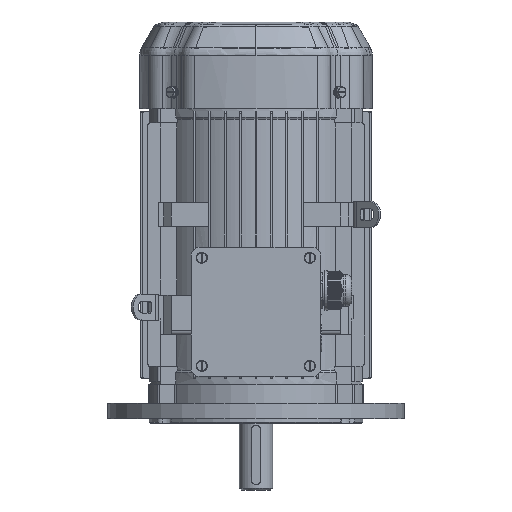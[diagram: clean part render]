
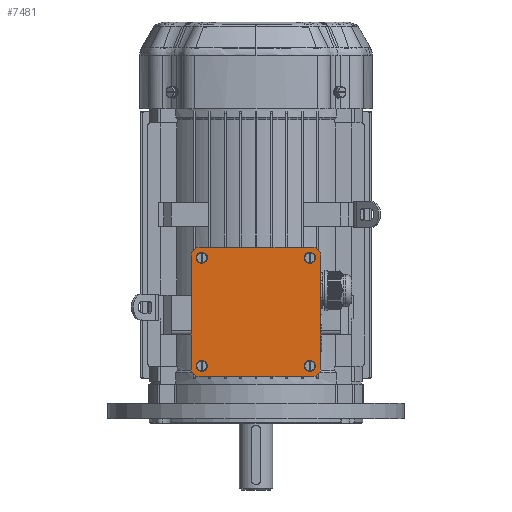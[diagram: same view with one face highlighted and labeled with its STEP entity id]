
A CAD part, left-side view. The second image highlights one B-rep face of the part: STEP entity #7481.
In plain terms, the highlighted planar face has unit normal (-1, 0, 0).
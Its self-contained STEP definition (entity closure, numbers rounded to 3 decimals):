
#3019=FACE_BOUND('',#17156,.T.);
#3020=FACE_BOUND('',#17157,.T.);
#3021=FACE_BOUND('',#17158,.T.);
#3022=FACE_BOUND('',#17159,.T.);
#3023=FACE_BOUND('',#17160,.T.);
#4270=CIRCLE('',#74172,2.9);
#4271=CIRCLE('',#74173,2.9);
#4272=CIRCLE('',#74174,7.);
#4273=CIRCLE('',#74175,7.);
#4274=CIRCLE('',#74176,7.);
#4275=CIRCLE('',#74177,7.);
#4276=CIRCLE('',#74178,2.9);
#4277=CIRCLE('',#74179,2.9);
#7481=ADVANCED_FACE('',(#3019,#3020,#3021,#3022,#3023),#11396,.T.);
#11396=PLANE('',#74180);
#17156=EDGE_LOOP('',(#24646));
#17157=EDGE_LOOP('',(#24647));
#17158=EDGE_LOOP('',(#24648,#24649,#24650,#24651,#24652,#24653,#24654,#24655));
#17159=EDGE_LOOP('',(#24656));
#17160=EDGE_LOOP('',(#24657));
#24646=ORIENTED_EDGE('',*,*,#52564,.T.);
#24647=ORIENTED_EDGE('',*,*,#52565,.F.);
#24648=ORIENTED_EDGE('',*,*,#52566,.F.);
#24649=ORIENTED_EDGE('',*,*,#52567,.F.);
#24650=ORIENTED_EDGE('',*,*,#52568,.F.);
#24651=ORIENTED_EDGE('',*,*,#52569,.F.);
#24652=ORIENTED_EDGE('',*,*,#52570,.F.);
#24653=ORIENTED_EDGE('',*,*,#52571,.F.);
#24654=ORIENTED_EDGE('',*,*,#52572,.F.);
#24655=ORIENTED_EDGE('',*,*,#52573,.F.);
#24656=ORIENTED_EDGE('',*,*,#52574,.T.);
#24657=ORIENTED_EDGE('',*,*,#52575,.T.);
#45236=VERTEX_POINT('',#101488);
#45237=VERTEX_POINT('',#101490);
#45238=VERTEX_POINT('',#101492);
#45239=VERTEX_POINT('',#101493);
#45240=VERTEX_POINT('',#101495);
#45241=VERTEX_POINT('',#101497);
#45242=VERTEX_POINT('',#101499);
#45243=VERTEX_POINT('',#101501);
#45244=VERTEX_POINT('',#101503);
#45245=VERTEX_POINT('',#101505);
#45246=VERTEX_POINT('',#101508);
#45247=VERTEX_POINT('',#101510);
#52564=EDGE_CURVE('',#45236,#45236,#4270,.T.);
#52565=EDGE_CURVE('',#45237,#45237,#4271,.T.);
#52566=EDGE_CURVE('',#45238,#45239,#4272,.T.);
#52567=EDGE_CURVE('',#45240,#45238,#63022,.T.);
#52568=EDGE_CURVE('',#45241,#45240,#4273,.T.);
#52569=EDGE_CURVE('',#45242,#45241,#63023,.T.);
#52570=EDGE_CURVE('',#45243,#45242,#4274,.T.);
#52571=EDGE_CURVE('',#45244,#45243,#63024,.T.);
#52572=EDGE_CURVE('',#45245,#45244,#4275,.T.);
#52573=EDGE_CURVE('',#45239,#45245,#63025,.T.);
#52574=EDGE_CURVE('',#45246,#45246,#4276,.T.);
#52575=EDGE_CURVE('',#45247,#45247,#4277,.T.);
#63022=LINE('',#101494,#68584);
#63023=LINE('',#101498,#68585);
#63024=LINE('',#101502,#68586);
#63025=LINE('',#101506,#68587);
#68584=VECTOR('',#81862,1.);
#68585=VECTOR('',#81865,1.);
#68586=VECTOR('',#81868,1.);
#68587=VECTOR('',#81871,1.);
#74172=AXIS2_PLACEMENT_3D('',#101487,#81856,#81857);
#74173=AXIS2_PLACEMENT_3D('',#101489,#81858,#81859);
#74174=AXIS2_PLACEMENT_3D('',#101491,#81860,#81861);
#74175=AXIS2_PLACEMENT_3D('',#101496,#81863,#81864);
#74176=AXIS2_PLACEMENT_3D('',#101500,#81866,#81867);
#74177=AXIS2_PLACEMENT_3D('',#101504,#81869,#81870);
#74178=AXIS2_PLACEMENT_3D('',#101507,#81872,#81873);
#74179=AXIS2_PLACEMENT_3D('',#101509,#81874,#81875);
#74180=AXIS2_PLACEMENT_3D('',#101511,#81876,#81877);
#81856=DIRECTION('',(1.,0.,0.));
#81857=DIRECTION('',(0.,1.,0.));
#81858=DIRECTION('',(-1.,0.,0.));
#81859=DIRECTION('',(0.,1.,0.));
#81860=DIRECTION('',(1.,0.,0.));
#81861=DIRECTION('',(0.,1.,0.));
#81862=DIRECTION('',(0.,0.,1.));
#81863=DIRECTION('',(1.,0.,0.));
#81864=DIRECTION('',(0.,1.,0.));
#81865=DIRECTION('',(0.,1.,0.));
#81866=DIRECTION('',(1.,0.,0.));
#81867=DIRECTION('',(0.,1.,0.));
#81868=DIRECTION('',(0.,0.,-1.));
#81869=DIRECTION('',(1.,0.,0.));
#81870=DIRECTION('',(0.,1.,0.));
#81871=DIRECTION('',(0.,-1.,0.));
#81872=DIRECTION('',(1.,0.,0.));
#81873=DIRECTION('',(0.,1.,0.));
#81874=DIRECTION('',(1.,0.,0.));
#81875=DIRECTION('',(0.,1.,0.));
#81876=DIRECTION('',(-1.,0.,0.));
#81877=DIRECTION('',(0.,1.,0.));
#101487=CARTESIAN_POINT('',(-156.5,45.618,106.5));
#101488=CARTESIAN_POINT('',(-156.5,48.518,106.5));
#101489=CARTESIAN_POINT('',(-156.5,45.618,15.5));
#101490=CARTESIAN_POINT('',(-156.5,48.518,15.5));
#101491=CARTESIAN_POINT('',(-156.5,47.618,108.5));
#101492=CARTESIAN_POINT('',(-156.5,54.618,108.5));
#101493=CARTESIAN_POINT('',(-156.5,47.618,115.5));
#101494=CARTESIAN_POINT('',(-156.5,54.618,61.));
#101495=CARTESIAN_POINT('',(-156.5,54.618,13.5));
#101496=CARTESIAN_POINT('',(-156.5,47.618,13.5));
#101497=CARTESIAN_POINT('',(-156.5,47.618,6.5));
#101498=CARTESIAN_POINT('',(-156.5,0.118,6.5));
#101499=CARTESIAN_POINT('',(-156.5,-47.382,6.5));
#101500=CARTESIAN_POINT('',(-156.5,-47.382,13.5));
#101501=CARTESIAN_POINT('',(-156.5,-54.382,13.5));
#101502=CARTESIAN_POINT('',(-156.5,-54.382,61.));
#101503=CARTESIAN_POINT('',(-156.5,-54.382,108.5));
#101504=CARTESIAN_POINT('',(-156.5,-47.382,108.5));
#101505=CARTESIAN_POINT('',(-156.5,-47.382,115.5));
#101506=CARTESIAN_POINT('',(-156.5,0.118,115.5));
#101507=CARTESIAN_POINT('',(-156.5,-45.382,106.5));
#101508=CARTESIAN_POINT('',(-156.5,-42.482,106.5));
#101509=CARTESIAN_POINT('',(-156.5,-45.382,15.5));
#101510=CARTESIAN_POINT('',(-156.5,-42.482,15.5));
#101511=CARTESIAN_POINT('',(-156.5,0.118,61.));
